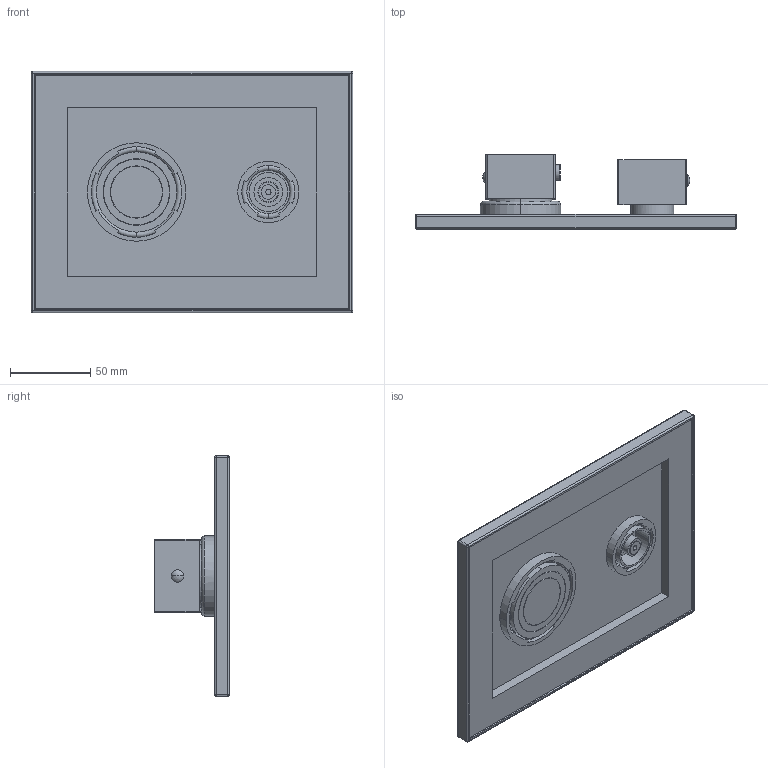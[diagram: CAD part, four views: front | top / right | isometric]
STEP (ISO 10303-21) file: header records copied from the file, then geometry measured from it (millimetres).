
FILE_DESCRIPTION((''),'2;1');
FILE_NAME('LEQ519CR','2021-04-12T11:44:17',('ut3'),('PAFFONI SpA'),'CREO PARAMETRIC BY PTC INC, 2020044','CREO PARAMETRIC BY PTC INC, 2020044','');
FILE_SCHEMA(('CONFIG_CONTROL_DESIGN','SHAPE_APPEARANCE_LAYERS_GROUPS'));
Products named in the file (1): LEQ519CR
Bounding box: 200 x 46.21 x 150 mm (x, y, z)
Volume: 265881 mm3; surface area: 129843 mm2
Topology: 5 solids, 5 shells, 1355 faces, 3680 edges, 2272 vertices
Faces by surface type: plane 632, cylinder 462, cone 97, sphere 80, torus 58, bspline 26
Entity records: 58768 total; most frequent: CARTESIAN_POINT 14742, ORIENTED_EDGE 7196, DIRECTION 6947, EDGE_CURVE 3598, AXIS2_PLACEMENT_3D 2522, VERTEX_POINT 2272, VECTOR 1903, LINE 1903
